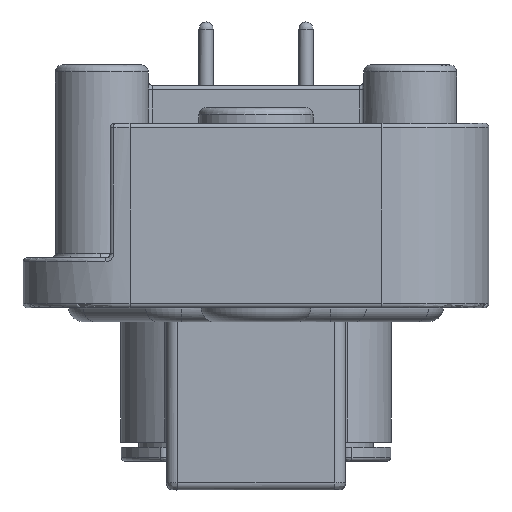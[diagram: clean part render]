
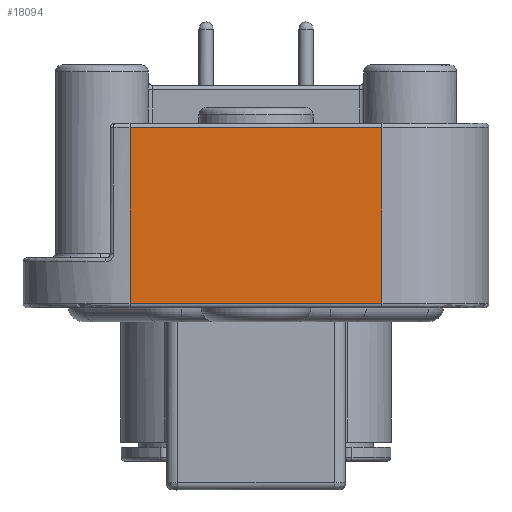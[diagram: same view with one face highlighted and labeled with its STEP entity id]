
A CAD part, front view. The second image highlights one B-rep face of the part: STEP entity #18094.
In plain terms, the highlighted planar face has unit normal (0, -1, 0).
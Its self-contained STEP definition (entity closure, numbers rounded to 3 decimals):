
#415 = ORIENTED_EDGE ( 'NONE', *, *, #3674, .T. ) ;
#667 = CARTESIAN_POINT ( 'NONE',  ( 8.95, -23.78, 9.85 ) ) ;
#1245 = DIRECTION ( 'NONE',  ( 0., 0., -1. ) ) ;
#2304 = AXIS2_PLACEMENT_3D ( 'NONE', #21613, #28875, #23842 ) ;
#3674 = EDGE_CURVE ( 'NONE', #8857, #26038, #22424, .T. ) ;
#5262 = CARTESIAN_POINT ( 'NONE',  ( -8.95, -23.78, 9.85 ) ) ;
#8857 = VERTEX_POINT ( 'NONE', #10431 ) ;
#9243 = DIRECTION ( 'NONE',  ( 0., 0., -1. ) ) ;
#10431 = CARTESIAN_POINT ( 'NONE',  ( -8.95, -23.78, 22.35 ) ) ;
#10927 = ORIENTED_EDGE ( 'NONE', *, *, #18040, .F. ) ;
#12303 = VERTEX_POINT ( 'NONE', #667 ) ;
#12378 = LINE ( 'NONE', #22996, #29138 ) ;
#12395 = VECTOR ( 'NONE', #30761, 1000. ) ;
#15208 = DIRECTION ( 'NONE',  ( 1., 0., 0. ) ) ;
#15644 = VECTOR ( 'NONE', #9243, 1000. ) ;
#16304 = VERTEX_POINT ( 'NONE', #26302 ) ;
#17990 = FACE_OUTER_BOUND ( 'NONE', #22171, .T. ) ;
#18040 = EDGE_CURVE ( 'NONE', #8857, #16304, #29153, .T. ) ;
#18094 = ADVANCED_FACE ( 'NONE', ( #17990 ), #18623, .T. ) ;
#18623 = PLANE ( 'NONE',  #2304 ) ;
#19567 = VECTOR ( 'NONE', #1245, 1000. ) ;
#21613 = CARTESIAN_POINT ( 'NONE',  ( -16.55, -23.78, 22.65 ) ) ;
#22171 = EDGE_LOOP ( 'NONE', ( #415, #32147, #23688, #10927 ) ) ;
#22424 = LINE ( 'NONE', #24782, #15644 ) ;
#22996 = CARTESIAN_POINT ( 'NONE',  ( -16.55, -23.78, 9.85 ) ) ;
#23187 = CARTESIAN_POINT ( 'NONE',  ( -9.045, -23.78, 22.35 ) ) ;
#23688 = ORIENTED_EDGE ( 'NONE', *, *, #30760, .F. ) ;
#23842 = DIRECTION ( 'NONE',  ( 0., 0., -1. ) ) ;
#24338 = LINE ( 'NONE', #31719, #19567 ) ;
#24782 = CARTESIAN_POINT ( 'NONE',  ( -8.95, -23.78, 22.65 ) ) ;
#26038 = VERTEX_POINT ( 'NONE', #5262 ) ;
#26302 = CARTESIAN_POINT ( 'NONE',  ( 8.95, -23.78, 22.35 ) ) ;
#28875 = DIRECTION ( 'NONE',  ( 0., -1., 0. ) ) ;
#29138 = VECTOR ( 'NONE', #15208, 1000. ) ;
#29153 = LINE ( 'NONE', #23187, #12395 ) ;
#30760 = EDGE_CURVE ( 'NONE', #16304, #12303, #24338, .T. ) ;
#30761 = DIRECTION ( 'NONE',  ( 1., 0., 0. ) ) ;
#31379 = EDGE_CURVE ( 'NONE', #26038, #12303, #12378, .T. ) ;
#31719 = CARTESIAN_POINT ( 'NONE',  ( 8.95, -23.78, 56.739 ) ) ;
#32147 = ORIENTED_EDGE ( 'NONE', *, *, #31379, .T. ) ;
